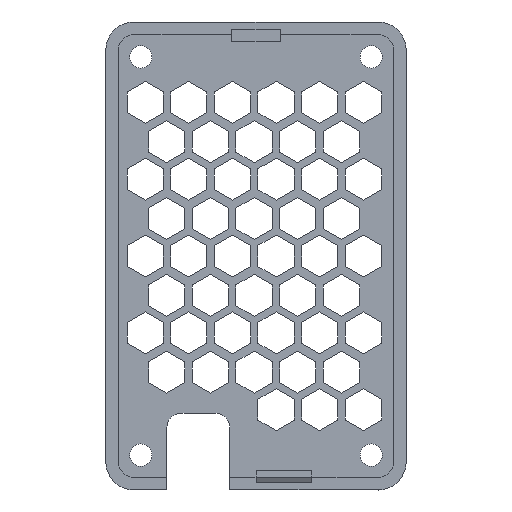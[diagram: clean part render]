
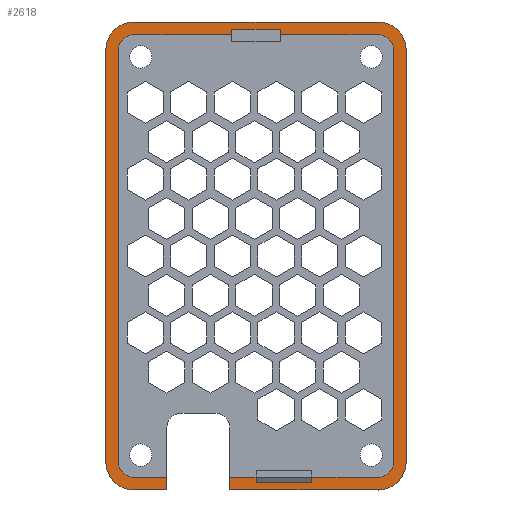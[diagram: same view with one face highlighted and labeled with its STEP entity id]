
A CAD part, top view. The second image highlights one B-rep face of the part: STEP entity #2618.
In plain terms, the highlighted planar face has unit normal (0, 0, 1).
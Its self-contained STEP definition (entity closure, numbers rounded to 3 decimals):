
#24 = VERTEX_POINT('',#25);
#25 = CARTESIAN_POINT('',(-21.5,-29.5,5.5));
#31 = EDGE_CURVE('',#24,#32,#34,.T.);
#32 = VERTEX_POINT('',#33);
#33 = CARTESIAN_POINT('',(-21.5,29.5,5.5));
#34 = LINE('',#35,#36);
#35 = CARTESIAN_POINT('',(-21.5,-29.5,5.5));
#36 = VECTOR('',#37,1.);
#37 = DIRECTION('',(0.,1.,0.));
#62 = EDGE_CURVE('',#24,#63,#65,.T.);
#63 = VERTEX_POINT('',#64);
#64 = CARTESIAN_POINT('',(-17.5,-33.5,5.5));
#65 = CIRCLE('',#66,4.);
#66 = AXIS2_PLACEMENT_3D('',#67,#68,#69);
#67 = CARTESIAN_POINT('',(-17.5,-29.5,5.5));
#68 = DIRECTION('',(0.,0.,1.));
#69 = DIRECTION('',(1.,0.,0.));
#97 = VERTEX_POINT('',#98);
#98 = CARTESIAN_POINT('',(-17.5,33.5,5.5));
#104 = EDGE_CURVE('',#97,#32,#105,.T.);
#105 = CIRCLE('',#106,4.);
#106 = AXIS2_PLACEMENT_3D('',#107,#108,#109);
#107 = CARTESIAN_POINT('',(-17.5,29.5,5.5));
#108 = DIRECTION('',(0.,0.,1.));
#109 = DIRECTION('',(1.,0.,0.));
#2618 = ADVANCED_FACE('',(#2619),#2796,.T.);
#2619 = FACE_BOUND('',#2620,.T.);
#2620 = EDGE_LOOP('',(#2621,#2622,#2623,#2631,#2639,#2647,#2656,#2664,
    #2673,#2681,#2689,#2697,#2706,#2714,#2723,#2731,#2739,#2747,#2755,
    #2763,#2772,#2780,#2789,#2795));
#2621 = ORIENTED_EDGE('',*,*,#31,.F.);
#2622 = ORIENTED_EDGE('',*,*,#62,.T.);
#2623 = ORIENTED_EDGE('',*,*,#2624,.F.);
#2624 = EDGE_CURVE('',#2625,#63,#2627,.T.);
#2625 = VERTEX_POINT('',#2626);
#2626 = CARTESIAN_POINT('',(-12.75,-33.5,5.5));
#2627 = LINE('',#2628,#2629);
#2628 = CARTESIAN_POINT('',(17.5,-33.5,5.5));
#2629 = VECTOR('',#2630,1.);
#2630 = DIRECTION('',(-1.,0.,0.));
#2631 = ORIENTED_EDGE('',*,*,#2632,.T.);
#2632 = EDGE_CURVE('',#2625,#2633,#2635,.T.);
#2633 = VERTEX_POINT('',#2634);
#2634 = CARTESIAN_POINT('',(-12.75,-31.7,5.5));
#2635 = LINE('',#2636,#2637);
#2636 = CARTESIAN_POINT('',(-12.75,-12.25,5.5));
#2637 = VECTOR('',#2638,1.);
#2638 = DIRECTION('',(0.,1.,0.));
#2639 = ORIENTED_EDGE('',*,*,#2640,.T.);
#2640 = EDGE_CURVE('',#2633,#2641,#2643,.T.);
#2641 = VERTEX_POINT('',#2642);
#2642 = CARTESIAN_POINT('',(-17.5,-31.7,5.5));
#2643 = LINE('',#2644,#2645);
#2644 = CARTESIAN_POINT('',(17.5,-31.7,5.5));
#2645 = VECTOR('',#2646,1.);
#2646 = DIRECTION('',(-1.,0.,0.));
#2647 = ORIENTED_EDGE('',*,*,#2648,.F.);
#2648 = EDGE_CURVE('',#2649,#2641,#2651,.T.);
#2649 = VERTEX_POINT('',#2650);
#2650 = CARTESIAN_POINT('',(-19.7,-29.5,5.5));
#2651 = CIRCLE('',#2652,2.2);
#2652 = AXIS2_PLACEMENT_3D('',#2653,#2654,#2655);
#2653 = CARTESIAN_POINT('',(-17.5,-29.5,5.5));
#2654 = DIRECTION('',(0.,0.,1.));
#2655 = DIRECTION('',(-1.,0.,0.));
#2656 = ORIENTED_EDGE('',*,*,#2657,.T.);
#2657 = EDGE_CURVE('',#2649,#2658,#2660,.T.);
#2658 = VERTEX_POINT('',#2659);
#2659 = CARTESIAN_POINT('',(-19.7,29.5,5.5));
#2660 = LINE('',#2661,#2662);
#2661 = CARTESIAN_POINT('',(-19.7,-29.5,5.5));
#2662 = VECTOR('',#2663,1.);
#2663 = DIRECTION('',(0.,1.,0.));
#2664 = ORIENTED_EDGE('',*,*,#2665,.F.);
#2665 = EDGE_CURVE('',#2666,#2658,#2668,.T.);
#2666 = VERTEX_POINT('',#2667);
#2667 = CARTESIAN_POINT('',(-17.5,31.7,5.5));
#2668 = CIRCLE('',#2669,2.2);
#2669 = AXIS2_PLACEMENT_3D('',#2670,#2671,#2672);
#2670 = CARTESIAN_POINT('',(-17.5,29.5,5.5));
#2671 = DIRECTION('',(0.,0.,1.));
#2672 = DIRECTION('',(-1.,0.,0.));
#2673 = ORIENTED_EDGE('',*,*,#2674,.T.);
#2674 = EDGE_CURVE('',#2666,#2675,#2677,.T.);
#2675 = VERTEX_POINT('',#2676);
#2676 = CARTESIAN_POINT('',(-3.5,31.7,5.5));
#2677 = LINE('',#2678,#2679);
#2678 = CARTESIAN_POINT('',(-17.5,31.7,5.5));
#2679 = VECTOR('',#2680,1.);
#2680 = DIRECTION('',(1.,0.,0.));
#2681 = ORIENTED_EDGE('',*,*,#2682,.T.);
#2682 = EDGE_CURVE('',#2675,#2683,#2685,.T.);
#2683 = VERTEX_POINT('',#2684);
#2684 = CARTESIAN_POINT('',(3.5,31.7,5.5));
#2685 = LINE('',#2686,#2687);
#2686 = CARTESIAN_POINT('',(-3.5,31.7,5.5));
#2687 = VECTOR('',#2688,1.);
#2688 = DIRECTION('',(1.,0.,0.));
#2689 = ORIENTED_EDGE('',*,*,#2690,.T.);
#2690 = EDGE_CURVE('',#2683,#2691,#2693,.T.);
#2691 = VERTEX_POINT('',#2692);
#2692 = CARTESIAN_POINT('',(17.5,31.7,5.5));
#2693 = LINE('',#2694,#2695);
#2694 = CARTESIAN_POINT('',(-17.5,31.7,5.5));
#2695 = VECTOR('',#2696,1.);
#2696 = DIRECTION('',(1.,0.,0.));
#2697 = ORIENTED_EDGE('',*,*,#2698,.F.);
#2698 = EDGE_CURVE('',#2699,#2691,#2701,.T.);
#2699 = VERTEX_POINT('',#2700);
#2700 = CARTESIAN_POINT('',(19.7,29.5,5.5));
#2701 = CIRCLE('',#2702,2.2);
#2702 = AXIS2_PLACEMENT_3D('',#2703,#2704,#2705);
#2703 = CARTESIAN_POINT('',(17.5,29.5,5.5));
#2704 = DIRECTION('',(0.,0.,1.));
#2705 = DIRECTION('',(-1.,0.,0.));
#2706 = ORIENTED_EDGE('',*,*,#2707,.T.);
#2707 = EDGE_CURVE('',#2699,#2708,#2710,.T.);
#2708 = VERTEX_POINT('',#2709);
#2709 = CARTESIAN_POINT('',(19.7,-29.5,5.5));
#2710 = LINE('',#2711,#2712);
#2711 = CARTESIAN_POINT('',(19.7,29.5,5.5));
#2712 = VECTOR('',#2713,1.);
#2713 = DIRECTION('',(0.,-1.,0.));
#2714 = ORIENTED_EDGE('',*,*,#2715,.F.);
#2715 = EDGE_CURVE('',#2716,#2708,#2718,.T.);
#2716 = VERTEX_POINT('',#2717);
#2717 = CARTESIAN_POINT('',(17.5,-31.7,5.5));
#2718 = CIRCLE('',#2719,2.2);
#2719 = AXIS2_PLACEMENT_3D('',#2720,#2721,#2722);
#2720 = CARTESIAN_POINT('',(17.5,-29.5,5.5));
#2721 = DIRECTION('',(0.,0.,1.));
#2722 = DIRECTION('',(-1.,0.,0.));
#2723 = ORIENTED_EDGE('',*,*,#2724,.T.);
#2724 = EDGE_CURVE('',#2716,#2725,#2727,.T.);
#2725 = VERTEX_POINT('',#2726);
#2726 = CARTESIAN_POINT('',(8.,-31.7,5.5));
#2727 = LINE('',#2728,#2729);
#2728 = CARTESIAN_POINT('',(17.5,-31.7,5.5));
#2729 = VECTOR('',#2730,1.);
#2730 = DIRECTION('',(-1.,0.,0.));
#2731 = ORIENTED_EDGE('',*,*,#2732,.T.);
#2732 = EDGE_CURVE('',#2725,#2733,#2735,.T.);
#2733 = VERTEX_POINT('',#2734);
#2734 = CARTESIAN_POINT('',(0.,-31.7,5.5));
#2735 = LINE('',#2736,#2737);
#2736 = CARTESIAN_POINT('',(17.5,-31.7,5.5));
#2737 = VECTOR('',#2738,1.);
#2738 = DIRECTION('',(-1.,0.,0.));
#2739 = ORIENTED_EDGE('',*,*,#2740,.T.);
#2740 = EDGE_CURVE('',#2733,#2741,#2743,.T.);
#2741 = VERTEX_POINT('',#2742);
#2742 = CARTESIAN_POINT('',(-3.75,-31.7,5.5));
#2743 = LINE('',#2744,#2745);
#2744 = CARTESIAN_POINT('',(17.5,-31.7,5.5));
#2745 = VECTOR('',#2746,1.);
#2746 = DIRECTION('',(-1.,0.,0.));
#2747 = ORIENTED_EDGE('',*,*,#2748,.T.);
#2748 = EDGE_CURVE('',#2741,#2749,#2751,.T.);
#2749 = VERTEX_POINT('',#2750);
#2750 = CARTESIAN_POINT('',(-3.75,-33.5,5.5));
#2751 = LINE('',#2752,#2753);
#2752 = CARTESIAN_POINT('',(-3.75,-16.75,5.5));
#2753 = VECTOR('',#2754,1.);
#2754 = DIRECTION('',(0.,-1.,0.));
#2755 = ORIENTED_EDGE('',*,*,#2756,.F.);
#2756 = EDGE_CURVE('',#2757,#2749,#2759,.T.);
#2757 = VERTEX_POINT('',#2758);
#2758 = CARTESIAN_POINT('',(17.5,-33.5,5.5));
#2759 = LINE('',#2760,#2761);
#2760 = CARTESIAN_POINT('',(17.5,-33.5,5.5));
#2761 = VECTOR('',#2762,1.);
#2762 = DIRECTION('',(-1.,0.,0.));
#2763 = ORIENTED_EDGE('',*,*,#2764,.T.);
#2764 = EDGE_CURVE('',#2757,#2765,#2767,.T.);
#2765 = VERTEX_POINT('',#2766);
#2766 = CARTESIAN_POINT('',(21.5,-29.5,5.5));
#2767 = CIRCLE('',#2768,4.);
#2768 = AXIS2_PLACEMENT_3D('',#2769,#2770,#2771);
#2769 = CARTESIAN_POINT('',(17.5,-29.5,5.5));
#2770 = DIRECTION('',(0.,0.,1.));
#2771 = DIRECTION('',(1.,0.,0.));
#2772 = ORIENTED_EDGE('',*,*,#2773,.F.);
#2773 = EDGE_CURVE('',#2774,#2765,#2776,.T.);
#2774 = VERTEX_POINT('',#2775);
#2775 = CARTESIAN_POINT('',(21.5,29.5,5.5));
#2776 = LINE('',#2777,#2778);
#2777 = CARTESIAN_POINT('',(21.5,29.5,5.5));
#2778 = VECTOR('',#2779,1.);
#2779 = DIRECTION('',(0.,-1.,0.));
#2780 = ORIENTED_EDGE('',*,*,#2781,.T.);
#2781 = EDGE_CURVE('',#2774,#2782,#2784,.T.);
#2782 = VERTEX_POINT('',#2783);
#2783 = CARTESIAN_POINT('',(17.5,33.5,5.5));
#2784 = CIRCLE('',#2785,4.);
#2785 = AXIS2_PLACEMENT_3D('',#2786,#2787,#2788);
#2786 = CARTESIAN_POINT('',(17.5,29.5,5.5));
#2787 = DIRECTION('',(0.,0.,1.));
#2788 = DIRECTION('',(1.,0.,0.));
#2789 = ORIENTED_EDGE('',*,*,#2790,.F.);
#2790 = EDGE_CURVE('',#97,#2782,#2791,.T.);
#2791 = LINE('',#2792,#2793);
#2792 = CARTESIAN_POINT('',(-17.5,33.5,5.5));
#2793 = VECTOR('',#2794,1.);
#2794 = DIRECTION('',(1.,0.,0.));
#2795 = ORIENTED_EDGE('',*,*,#104,.T.);
#2796 = PLANE('',#2797);
#2797 = AXIS2_PLACEMENT_3D('',#2798,#2799,#2800);
#2798 = CARTESIAN_POINT('',(0.,0.,5.5));
#2799 = DIRECTION('',(0.,0.,1.));
#2800 = DIRECTION('',(1.,0.,0.));
